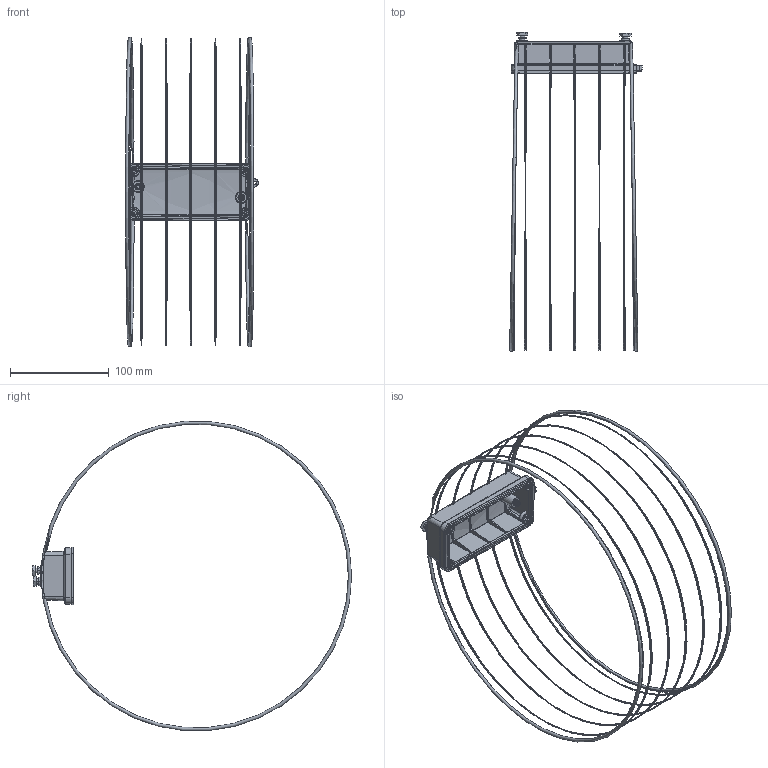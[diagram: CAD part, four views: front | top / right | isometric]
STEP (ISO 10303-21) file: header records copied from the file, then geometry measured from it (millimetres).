
FILE_DESCRIPTION((''),'2;1');
FILE_NAME('3D_1300160208001_HC16B-CV-2S-2-','2017-01-18T',('wl.kang'),(''),'PRO/ENGINEER BY PARAMETRIC TECHNOLOGY CORPORATION, 2012480','PRO/ENGINEER BY PARAMETRIC TECHNOLOGY CORPORATION, 2012480','');
FILE_SCHEMA(('AUTOMOTIVE_DESIGN { 1 0 10303 214 1 1 1 1 }'));
Products named in the file (1): 3D_1300160208001_HC16B-CV-2S-2-
Bounding box: 134.54 x 323.51 x 313.49 mm (x, y, z)
Surface area: 121255.7 mm2 (no closed solid volume)
Topology: 0 solids, 0 shells, 739 faces, 3998 edges, 3820 vertices
Faces by surface type: bspline 561, sphere 128, torus 50
Entity records: 78157 total; most frequent: CARTESIAN_POINT 41714, DIRECTION 5637, TRIMMED_CURVE 4704, VECTOR 4127, LINE 4127, DEFINITIONAL_REPRESENTATION 3698, PCURVE 3698, COMPOSITE_CURVE_SEGMENT 3698
